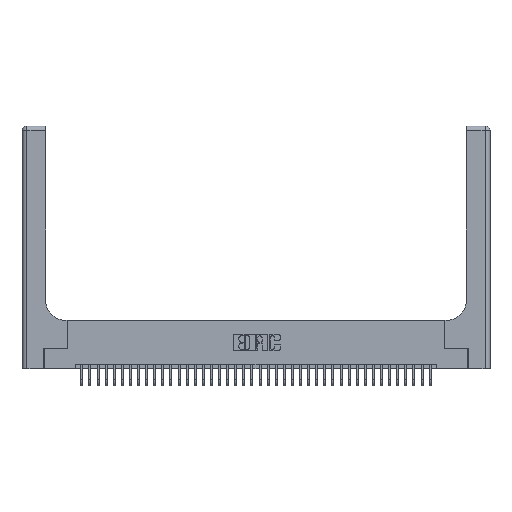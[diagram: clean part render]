
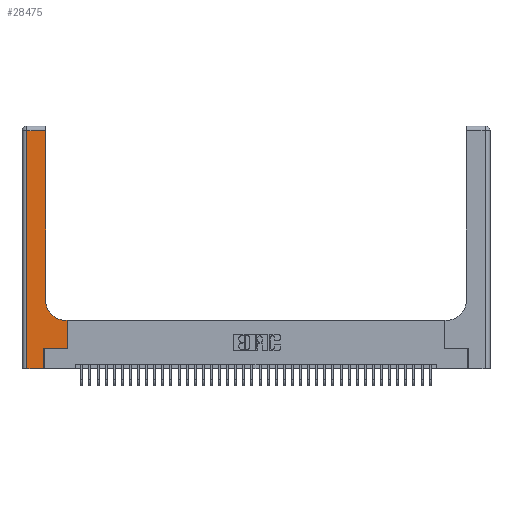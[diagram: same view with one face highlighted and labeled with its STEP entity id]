
A CAD part, top view. The second image highlights one B-rep face of the part: STEP entity #28475.
In plain terms, the highlighted planar face has unit normal (0, 0, 1).
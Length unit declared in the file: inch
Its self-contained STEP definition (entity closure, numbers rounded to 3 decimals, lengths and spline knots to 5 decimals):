
#8 = CARTESIAN_POINT ( 'NONE',  ( 0.269, 0.25, 0.37 ) ) ;
#789 = ORIENTED_EDGE ( 'NONE', *, *, #8216, .T. ) ;
#1173 = DIRECTION ( 'NONE',  ( 0., 1., 0. ) ) ;
#1576 = CARTESIAN_POINT ( 'NONE',  ( 0.5585, 0.25, 0.37 ) ) ;
#1772 = ORIENTED_EDGE ( 'NONE', *, *, #36678, .T. ) ;
#2534 = VERTEX_POINT ( 'NONE', #30689 ) ;
#2625 = EDGE_CURVE ( 'NONE', #8376, #15469, #21310, .T. ) ;
#4258 = VERTEX_POINT ( 'NONE', #13769 ) ;
#4898 = VECTOR ( 'NONE', #1173, 39.37008 ) ;
#5408 = EDGE_CURVE ( 'NONE', #31185, #2534, #12559, .T. ) ;
#5734 = CARTESIAN_POINT ( 'NONE',  ( 0.2915, 0.85, 0.37 ) ) ;
#6324 = DIRECTION ( 'NONE',  ( -1., 0., 0. ) ) ;
#6535 = CARTESIAN_POINT ( 'NONE',  ( 0.06, 2.94, 0.37 ) ) ;
#6761 = ORIENTED_EDGE ( 'NONE', *, *, #20015, .T. ) ;
#6860 = VERTEX_POINT ( 'NONE', #8310 ) ;
#8216 = EDGE_CURVE ( 'NONE', #13634, #19351, #34256, .T. ) ;
#8310 = CARTESIAN_POINT ( 'NONE',  ( 0.5585, 0.6, 0.37 ) ) ;
#8376 = VERTEX_POINT ( 'NONE', #38654 ) ;
#8903 = CARTESIAN_POINT ( 'NONE',  ( 0.5415, 0.85, 0.37 ) ) ;
#8912 = VECTOR ( 'NONE', #12572, 39.37008 ) ;
#9389 = CARTESIAN_POINT ( 'NONE',  ( 0., 2.94, 0.37 ) ) ;
#10062 = EDGE_CURVE ( 'NONE', #6860, #8376, #30842, .T. ) ;
#10253 = DIRECTION ( 'NONE',  ( 0., -1., 0. ) ) ;
#10656 = CARTESIAN_POINT ( 'NONE',  ( 0.06, 3., 0.37 ) ) ;
#12093 = DIRECTION ( 'NONE',  ( 1., 0., 0. ) ) ;
#12559 = LINE ( 'NONE', #16746, #36899 ) ;
#12572 = DIRECTION ( 'NONE',  ( -1., 0., 0. ) ) ;
#12683 = VECTOR ( 'NONE', #25444, 39.37008 ) ;
#12935 = CARTESIAN_POINT ( 'NONE',  ( 0.2915, 3., 0.37 ) ) ;
#13634 = VERTEX_POINT ( 'NONE', #21830 ) ;
#13769 = CARTESIAN_POINT ( 'NONE',  ( 0.06, 0., 0.37 ) ) ;
#13829 = AXIS2_PLACEMENT_3D ( 'NONE', #25228, #25360, #6324 ) ;
#14194 = ORIENTED_EDGE ( 'NONE', *, *, #22115, .T. ) ;
#15469 = VERTEX_POINT ( 'NONE', #5734 ) ;
#16205 = ORIENTED_EDGE ( 'NONE', *, *, #10062, .T. ) ;
#16746 = CARTESIAN_POINT ( 'NONE',  ( 0.269, 0., 0.37 ) ) ;
#18518 = VECTOR ( 'NONE', #25743, 39.37008 ) ;
#19351 = VERTEX_POINT ( 'NONE', #6535 ) ;
#20015 = EDGE_CURVE ( 'NONE', #28849, #6860, #29258, .T. ) ;
#21310 = CIRCLE ( 'NONE', #26892, 0.25 ) ;
#21830 = CARTESIAN_POINT ( 'NONE',  ( 0.2915, 2.94, 0.37 ) ) ;
#21994 = EDGE_LOOP ( 'NONE', ( #31583, #789, #1772, #36566, #38546, #14194, #6761, #16205, #33095 ) ) ;
#22115 = EDGE_CURVE ( 'NONE', #2534, #28849, #29575, .T. ) ;
#22164 = PLANE ( 'NONE',  #13829 ) ;
#23007 = EDGE_CURVE ( 'NONE', #4258, #31185, #24872, .T. ) ;
#24872 = LINE ( 'NONE', #35397, #39721 ) ;
#25088 = CARTESIAN_POINT ( 'NONE',  ( 0.2915, 0.6, 0.37 ) ) ;
#25228 = CARTESIAN_POINT ( 'NONE',  ( 0., 3., 0.37 ) ) ;
#25360 = DIRECTION ( 'NONE',  ( 0., 0., -1. ) ) ;
#25411 = LINE ( 'NONE', #10656, #34845 ) ;
#25444 = DIRECTION ( 'NONE',  ( 1., 0., 0. ) ) ;
#25743 = DIRECTION ( 'NONE',  ( 0., 1., 0. ) ) ;
#26416 = CARTESIAN_POINT ( 'NONE',  ( 0.269, 0., 0.37 ) ) ;
#26892 = AXIS2_PLACEMENT_3D ( 'NONE', #8903, #31104, #12093 ) ;
#28475 = ADVANCED_FACE ( 'NONE', ( #34388 ), #22164, .F. ) ;
#28849 = VERTEX_POINT ( 'NONE', #1576 ) ;
#28851 = VECTOR ( 'NONE', #40877, 39.37008 ) ;
#29258 = LINE ( 'NONE', #29620, #4898 ) ;
#29520 = DIRECTION ( 'NONE',  ( 0., 1., 0. ) ) ;
#29575 = LINE ( 'NONE', #8, #12683 ) ;
#29620 = CARTESIAN_POINT ( 'NONE',  ( 0.5585, 0.25, 0.37 ) ) ;
#30689 = CARTESIAN_POINT ( 'NONE',  ( 0.269, 0.25, 0.37 ) ) ;
#30842 = LINE ( 'NONE', #25088, #28851 ) ;
#31104 = DIRECTION ( 'NONE',  ( 0., 0., -1. ) ) ;
#31185 = VERTEX_POINT ( 'NONE', #26416 ) ;
#31583 = ORIENTED_EDGE ( 'NONE', *, *, #35964, .T. ) ;
#32189 = DIRECTION ( 'NONE',  ( 1., 0., 0. ) ) ;
#33095 = ORIENTED_EDGE ( 'NONE', *, *, #2625, .T. ) ;
#34256 = LINE ( 'NONE', #9389, #8912 ) ;
#34388 = FACE_OUTER_BOUND ( 'NONE', #21994, .T. ) ;
#34845 = VECTOR ( 'NONE', #10253, 39.37008 ) ;
#35397 = CARTESIAN_POINT ( 'NONE',  ( 0., 0., 0.37 ) ) ;
#35407 = LINE ( 'NONE', #12935, #18518 ) ;
#35964 = EDGE_CURVE ( 'NONE', #15469, #13634, #35407, .T. ) ;
#36566 = ORIENTED_EDGE ( 'NONE', *, *, #23007, .T. ) ;
#36678 = EDGE_CURVE ( 'NONE', #19351, #4258, #25411, .T. ) ;
#36899 = VECTOR ( 'NONE', #29520, 39.37008 ) ;
#38546 = ORIENTED_EDGE ( 'NONE', *, *, #5408, .T. ) ;
#38654 = CARTESIAN_POINT ( 'NONE',  ( 0.5415, 0.6, 0.37 ) ) ;
#39721 = VECTOR ( 'NONE', #32189, 39.37008 ) ;
#40877 = DIRECTION ( 'NONE',  ( -1., 0., 0. ) ) ;
